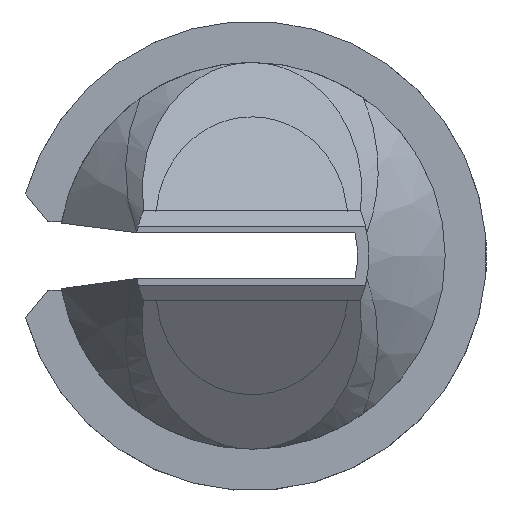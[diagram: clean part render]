
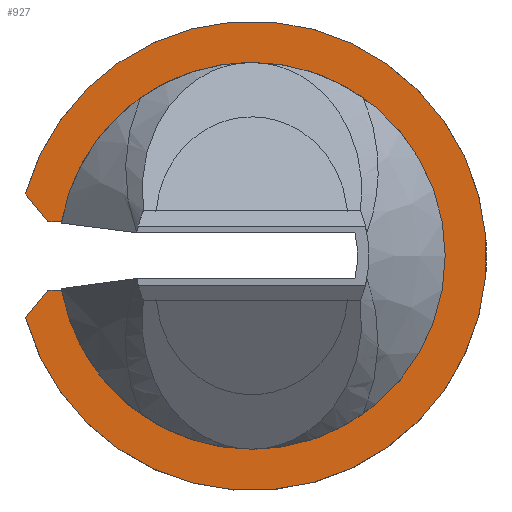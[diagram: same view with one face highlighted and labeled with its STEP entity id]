
A CAD part, top view. The second image highlights one B-rep face of the part: STEP entity #927.
In plain terms, the highlighted planar face has unit normal (0, 0, 1).
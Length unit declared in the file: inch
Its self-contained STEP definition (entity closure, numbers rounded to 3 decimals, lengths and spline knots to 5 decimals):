
#32=B_SPLINE_CURVE_WITH_KNOTS('',3,(#1638,#1639,#1640,#1641,#1642,#1643),
 .UNSPECIFIED.,.F.,.F.,(4,2,4),(0.,0.24062,0.48139),
 .UNSPECIFIED.);
#35=B_SPLINE_CURVE_WITH_KNOTS('',3,(#1655,#1656,#1657,#1658,#1659,#1660),
 .UNSPECIFIED.,.F.,.F.,(4,2,4),(0.,0.24074,0.48139),
 .UNSPECIFIED.);
#75=CIRCLE('',#1032,1.25);
#78=CIRCLE('',#1043,1.03);
#134=FACE_OUTER_BOUND('',#194,.T.);
#194=EDGE_LOOP('',(#719,#720,#721,#722,#723,#724));
#252=LINE('',#1662,#300);
#253=LINE('',#1665,#301);
#300=VECTOR('',#1263,0.3937);
#301=VECTOR('',#1266,0.3937);
#404=VERTEX_POINT('',#1576);
#405=VERTEX_POINT('',#1581);
#414=VERTEX_POINT('',#1637);
#416=VERTEX_POINT('',#1654);
#417=VERTEX_POINT('',#1661);
#418=VERTEX_POINT('',#1663);
#512=EDGE_CURVE('',#405,#404,#75,.T.);
#526=EDGE_CURVE('',#405,#414,#32,.T.);
#529=EDGE_CURVE('',#416,#404,#35,.T.);
#530=EDGE_CURVE('',#416,#417,#252,.T.);
#531=EDGE_CURVE('',#417,#418,#78,.T.);
#532=EDGE_CURVE('',#418,#414,#253,.T.);
#719=ORIENTED_EDGE('',*,*,#526,.F.);
#720=ORIENTED_EDGE('',*,*,#512,.T.);
#721=ORIENTED_EDGE('',*,*,#529,.F.);
#722=ORIENTED_EDGE('',*,*,#530,.T.);
#723=ORIENTED_EDGE('',*,*,#531,.T.);
#724=ORIENTED_EDGE('',*,*,#532,.T.);
#879=PLANE('',#1042);
#927=ADVANCED_FACE('',(#134),#879,.T.);
#1032=AXIS2_PLACEMENT_3D('',#1582,#1237,#1238);
#1042=AXIS2_PLACEMENT_3D('',#1653,#1261,#1262);
#1043=AXIS2_PLACEMENT_3D('',#1664,#1264,#1265);
#1237=DIRECTION('center_axis',(0.,0.,1.));
#1238=DIRECTION('ref_axis',(1.,0.,0.));
#1261=DIRECTION('center_axis',(0.,0.,1.));
#1262=DIRECTION('ref_axis',(1.,0.,0.));
#1263=DIRECTION('',(1.,0.,0.));
#1264=DIRECTION('center_axis',(0.,0.,-1.));
#1265=DIRECTION('ref_axis',(1.,0.,0.));
#1266=DIRECTION('',(-1.,0.,0.));
#1576=CARTESIAN_POINT('',(-1.20581,0.32942,0.0625));
#1581=CARTESIAN_POINT('',(-1.20581,-0.32942,0.0625));
#1582=CARTESIAN_POINT('Origin',(0.,0.,0.0625));
#1637=CARTESIAN_POINT('',(-1.08666,-0.18203,0.0625));
#1638=CARTESIAN_POINT('Ctrl Pts',(-1.20581,-0.32942,
0.0625));
#1639=CARTESIAN_POINT('Ctrl Pts',(-1.18597,-0.30485,
0.0625));
#1640=CARTESIAN_POINT('Ctrl Pts',(-1.16612,-0.28029,0.0625));
#1641=CARTESIAN_POINT('Ctrl Pts',(-1.12641,-0.23116,
0.0625));
#1642=CARTESIAN_POINT('Ctrl Pts',(-1.10654,-0.2066,
0.0625));
#1643=CARTESIAN_POINT('Ctrl Pts',(-1.08666,-0.18203,
0.0625));
#1653=CARTESIAN_POINT('Origin',(0.,0.,0.0625));
#1654=CARTESIAN_POINT('',(-1.08666,0.18203,0.0625));
#1655=CARTESIAN_POINT('Ctrl Pts',(-1.08666,0.18203,0.0625));
#1656=CARTESIAN_POINT('Ctrl Pts',(-1.10653,0.20659,0.0625));
#1657=CARTESIAN_POINT('Ctrl Pts',(-1.1264,0.23116,0.0625));
#1658=CARTESIAN_POINT('Ctrl Pts',(-1.16612,0.28029,0.0625));
#1659=CARTESIAN_POINT('Ctrl Pts',(-1.18597,0.30485,0.0625));
#1660=CARTESIAN_POINT('Ctrl Pts',(-1.20581,0.32942,0.0625));
#1661=CARTESIAN_POINT('',(-1.01379,0.18203,0.0625));
#1662=CARTESIAN_POINT('',(-0.75,0.18203,0.0625));
#1663=CARTESIAN_POINT('',(-1.01379,-0.18203,0.0625));
#1664=CARTESIAN_POINT('Origin',(0.,0.,0.0625));
#1665=CARTESIAN_POINT('',(-0.41069,-0.18203,0.0625));
